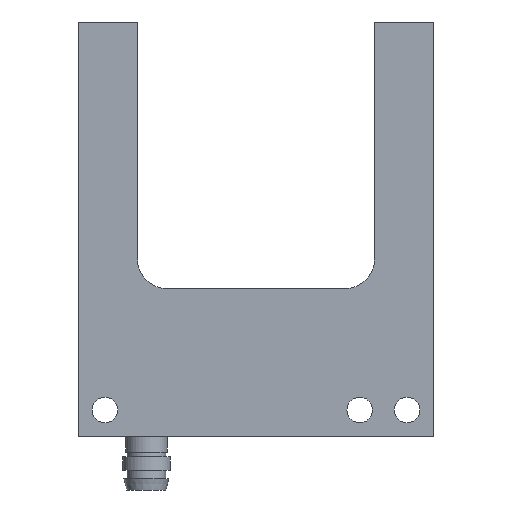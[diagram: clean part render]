
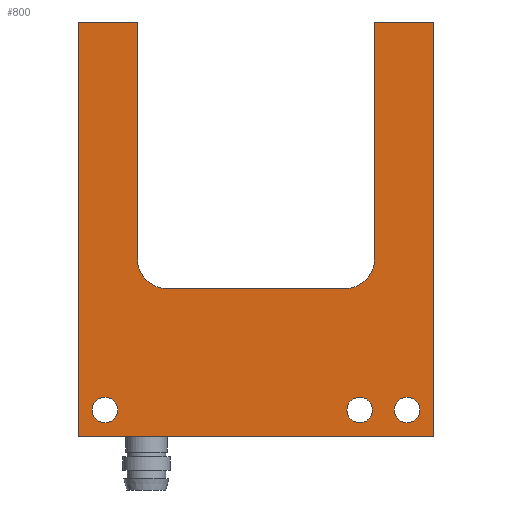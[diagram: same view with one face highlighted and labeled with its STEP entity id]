
A CAD part, front view. The second image highlights one B-rep face of the part: STEP entity #800.
In plain terms, the highlighted planar face has unit normal (0, -1, 0).
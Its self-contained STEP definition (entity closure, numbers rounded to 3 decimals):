
#45=CARTESIAN_POINT('',(-15.,-5.,-35.));
#46=DIRECTION('',(0.,-1.,0.));
#47=DIRECTION('',(-1.,0.,0.));
#48=AXIS2_PLACEMENT_3D('',#45,#46,#47);
#50=CARTESIAN_POINT('',(15.,-5.,-35.));
#51=DIRECTION('',(0.,-1.,0.));
#52=DIRECTION('',(0.,0.,-1.));
#53=AXIS2_PLACEMENT_3D('',#50,#51,#52);
#55=CARTESIAN_POINT('',(25.5,-5.,-60.5));
#56=DIRECTION('',(0.,-1.,0.));
#57=DIRECTION('',(-1.,0.,0.));
#58=AXIS2_PLACEMENT_3D('',#55,#56,#57);
#60=CARTESIAN_POINT('',(25.5,-5.,-60.5));
#61=DIRECTION('',(0.,-1.,0.));
#62=DIRECTION('',(1.,0.,0.));
#63=AXIS2_PLACEMENT_3D('',#60,#61,#62);
#65=CARTESIAN_POINT('',(17.5,-5.,-60.5));
#66=DIRECTION('',(0.,-1.,0.));
#67=DIRECTION('',(-1.,0.,0.));
#68=AXIS2_PLACEMENT_3D('',#65,#66,#67);
#70=CARTESIAN_POINT('',(17.5,-5.,-60.5));
#71=DIRECTION('',(0.,-1.,0.));
#72=DIRECTION('',(1.,0.,0.));
#73=AXIS2_PLACEMENT_3D('',#70,#71,#72);
#75=CARTESIAN_POINT('',(-25.5,-5.,-60.5));
#76=DIRECTION('',(0.,-1.,0.));
#77=DIRECTION('',(-1.,0.,0.));
#78=AXIS2_PLACEMENT_3D('',#75,#76,#77);
#80=CARTESIAN_POINT('',(-25.5,-5.,-60.5));
#81=DIRECTION('',(0.,-1.,0.));
#82=DIRECTION('',(1.,0.,0.));
#83=AXIS2_PLACEMENT_3D('',#80,#81,#82);
#85=DIRECTION('',(0.,0.,1.));
#86=VECTOR('',#85,40.);
#87=CARTESIAN_POINT('',(-20.,-5.,-35.));
#88=LINE('',#87,#86);
#107=DIRECTION('',(-1.,0.,0.));
#108=VECTOR('',#107,30.);
#109=CARTESIAN_POINT('',(15.,-5.,-40.));
#110=LINE('',#109,#108);
#123=DIRECTION('',(0.,0.,-1.));
#124=VECTOR('',#123,40.);
#125=CARTESIAN_POINT('',(20.,-5.,5.));
#126=LINE('',#125,#124);
#209=DIRECTION('',(-1.,0.,0.));
#210=VECTOR('',#209,10.);
#211=CARTESIAN_POINT('',(-20.,-5.,5.));
#212=LINE('',#211,#210);
#217=DIRECTION('',(0.,0.,-1.));
#218=VECTOR('',#217,70.);
#219=CARTESIAN_POINT('',(-30.,-5.,5.));
#220=LINE('',#219,#218);
#225=DIRECTION('',(1.,0.,0.));
#226=VECTOR('',#225,60.);
#227=CARTESIAN_POINT('',(-30.,-5.,-65.));
#228=LINE('',#227,#226);
#272=DIRECTION('',(0.,0.,1.));
#273=VECTOR('',#272,70.);
#274=CARTESIAN_POINT('',(30.,-5.,-65.));
#275=LINE('',#274,#273);
#280=DIRECTION('',(-1.,0.,0.));
#281=VECTOR('',#280,10.);
#282=CARTESIAN_POINT('',(30.,-5.,5.));
#283=LINE('',#282,#281);
#595=CARTESIAN_POINT('',(-20.,-5.,-35.));
#596=CARTESIAN_POINT('',(-20.,-5.,5.));
#597=VERTEX_POINT('',#595);
#598=VERTEX_POINT('',#596);
#599=CARTESIAN_POINT('',(-15.,-5.,-40.));
#600=VERTEX_POINT('',#599);
#601=CARTESIAN_POINT('',(15.,-5.,-40.));
#602=VERTEX_POINT('',#601);
#603=CARTESIAN_POINT('',(20.,-5.,-35.));
#604=VERTEX_POINT('',#603);
#605=CARTESIAN_POINT('',(20.,-5.,5.));
#606=VERTEX_POINT('',#605);
#607=CARTESIAN_POINT('',(30.,-5.,5.));
#608=VERTEX_POINT('',#607);
#609=CARTESIAN_POINT('',(30.,-5.,-65.));
#610=VERTEX_POINT('',#609);
#611=CARTESIAN_POINT('',(-30.,-5.,-65.));
#612=VERTEX_POINT('',#611);
#613=CARTESIAN_POINT('',(-30.,-5.,5.));
#614=VERTEX_POINT('',#613);
#615=CARTESIAN_POINT('',(23.35,-5.,-60.5));
#616=CARTESIAN_POINT('',(27.65,-5.,-60.5));
#617=VERTEX_POINT('',#615);
#618=VERTEX_POINT('',#616);
#619=CARTESIAN_POINT('',(15.35,-5.,-60.5));
#620=CARTESIAN_POINT('',(19.65,-5.,-60.5));
#621=VERTEX_POINT('',#619);
#622=VERTEX_POINT('',#620);
#623=CARTESIAN_POINT('',(-27.65,-5.,-60.5));
#624=CARTESIAN_POINT('',(-23.35,-5.,-60.5));
#625=VERTEX_POINT('',#623);
#626=VERTEX_POINT('',#624);
#755=CARTESIAN_POINT('',(0.,-5.,0.));
#756=DIRECTION('',(0.,1.,0.));
#757=DIRECTION('',(1.,0.,0.));
#758=AXIS2_PLACEMENT_3D('',#755,#756,#757);
#759=PLANE('',#758);
#761=ORIENTED_EDGE('',*,*,#760,.F.);
#763=ORIENTED_EDGE('',*,*,#762,.T.);
#765=ORIENTED_EDGE('',*,*,#764,.F.);
#767=ORIENTED_EDGE('',*,*,#766,.T.);
#769=ORIENTED_EDGE('',*,*,#768,.F.);
#771=ORIENTED_EDGE('',*,*,#770,.F.);
#773=ORIENTED_EDGE('',*,*,#772,.F.);
#775=ORIENTED_EDGE('',*,*,#774,.F.);
#777=ORIENTED_EDGE('',*,*,#776,.F.);
#779=ORIENTED_EDGE('',*,*,#778,.F.);
#780=EDGE_LOOP('',(#761,#763,#765,#767,#769,#771,#773,#775,#777,#779));
#781=FACE_OUTER_BOUND('',#780,.F.);
#783=ORIENTED_EDGE('',*,*,#782,.T.);
#785=ORIENTED_EDGE('',*,*,#784,.T.);
#786=EDGE_LOOP('',(#783,#785));
#787=FACE_BOUND('',#786,.F.);
#789=ORIENTED_EDGE('',*,*,#788,.T.);
#791=ORIENTED_EDGE('',*,*,#790,.T.);
#792=EDGE_LOOP('',(#789,#791));
#793=FACE_BOUND('',#792,.F.);
#795=ORIENTED_EDGE('',*,*,#794,.T.);
#797=ORIENTED_EDGE('',*,*,#796,.T.);
#798=EDGE_LOOP('',(#795,#797));
#799=FACE_BOUND('',#798,.F.);
#800=ADVANCED_FACE('',(#781,#787,#793,#799),#759,.F.);
#49=CIRCLE('',#48,5.);
#54=CIRCLE('',#53,5.);
#59=CIRCLE('',#58,2.15);
#64=CIRCLE('',#63,2.15);
#69=CIRCLE('',#68,2.15);
#74=CIRCLE('',#73,2.15);
#79=CIRCLE('',#78,2.15);
#84=CIRCLE('',#83,2.15);
#760=EDGE_CURVE('',#597,#598,#88,.T.);
#762=EDGE_CURVE('',#597,#600,#49,.T.);
#764=EDGE_CURVE('',#602,#600,#110,.T.);
#766=EDGE_CURVE('',#602,#604,#54,.T.);
#768=EDGE_CURVE('',#606,#604,#126,.T.);
#770=EDGE_CURVE('',#608,#606,#283,.T.);
#772=EDGE_CURVE('',#610,#608,#275,.T.);
#774=EDGE_CURVE('',#612,#610,#228,.T.);
#776=EDGE_CURVE('',#614,#612,#220,.T.);
#778=EDGE_CURVE('',#598,#614,#212,.T.);
#782=EDGE_CURVE('',#617,#618,#59,.T.);
#784=EDGE_CURVE('',#618,#617,#64,.T.);
#788=EDGE_CURVE('',#621,#622,#69,.T.);
#790=EDGE_CURVE('',#622,#621,#74,.T.);
#794=EDGE_CURVE('',#625,#626,#79,.T.);
#796=EDGE_CURVE('',#626,#625,#84,.T.);
